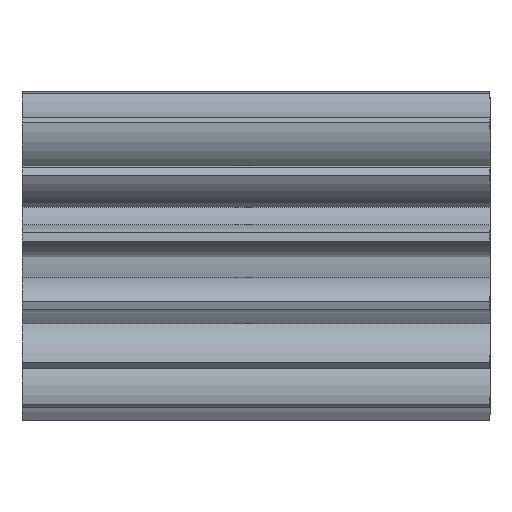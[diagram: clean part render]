
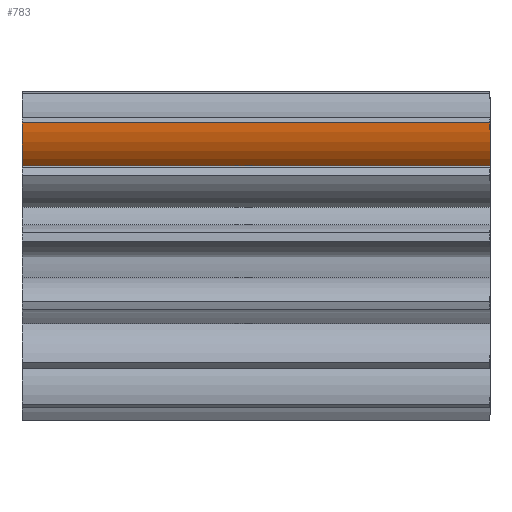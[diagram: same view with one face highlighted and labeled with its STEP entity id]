
A CAD part, top view. The second image highlights one B-rep face of the part: STEP entity #783.
In plain terms, the highlighted cylindrical face has radius 2.381 mm (diameter 4.762 mm), a partial arc.
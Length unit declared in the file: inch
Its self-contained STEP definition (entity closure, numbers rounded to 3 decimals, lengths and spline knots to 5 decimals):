
#15 = EDGE_CURVE ( 'NONE', #752, #3270, #840, .T. ) ;
#70 = CARTESIAN_POINT ( 'NONE',  ( 0.75, 0.21071, 0.16173 ) ) ;
#189 = CARTESIAN_POINT ( 'NONE',  ( 0.75, 0.20948, 0.06799 ) ) ;
#228 = CARTESIAN_POINT ( 'NONE',  ( 0.75, 0.14219, 0.13326 ) ) ;
#414 = VERTEX_POINT ( 'NONE', #3084 ) ;
#752 = VERTEX_POINT ( 'NONE', #1417 ) ;
#783 = ADVANCED_FACE ( 'NONE', ( #2289 ), #3961, .T. ) ;
#840 = CIRCLE ( 'NONE', #3475, 0.09375 ) ;
#905 = LINE ( 'NONE', #2591, #4453 ) ;
#967 = ORIENTED_EDGE ( 'NONE', *, *, #5053, .T. ) ;
#992 = DIRECTION ( 'NONE',  ( 0., 0., 1. ) ) ;
#1150 = EDGE_CURVE ( 'NONE', #4066, #414, #1544, .T. ) ;
#1417 = CARTESIAN_POINT ( 'NONE',  ( 0.75, 0.14219, 0.13326 ) ) ;
#1544 = CIRCLE ( 'NONE', #4447, 0.09375 ) ;
#1600 = ORIENTED_EDGE ( 'NONE', *, *, #3255, .F. ) ;
#1686 = ORIENTED_EDGE ( 'NONE', *, *, #15, .T. ) ;
#1747 = CARTESIAN_POINT ( 'NONE',  ( 0., 0.20948, 0.06799 ) ) ;
#1867 = DIRECTION ( 'NONE',  ( -1., 0., 0. ) ) ;
#1909 = DIRECTION ( 'NONE',  ( 1., 0., 0. ) ) ;
#2289 = FACE_OUTER_BOUND ( 'NONE', #3857, .T. ) ;
#2591 = CARTESIAN_POINT ( 'NONE',  ( -0.3937, 0.21071, 0.16173 ) ) ;
#3079 = CARTESIAN_POINT ( 'NONE',  ( 0.75, 0.20948, 0.06799 ) ) ;
#3084 = CARTESIAN_POINT ( 'NONE',  ( 0., 0.14219, 0.13326 ) ) ;
#3255 = EDGE_CURVE ( 'NONE', #4066, #3270, #905, .T. ) ;
#3270 = VERTEX_POINT ( 'NONE', #70 ) ;
#3427 = DIRECTION ( 'NONE',  ( 1., 0., 0. ) ) ;
#3475 = AXIS2_PLACEMENT_3D ( 'NONE', #3079, #4756, #992 ) ;
#3501 = ORIENTED_EDGE ( 'NONE', *, *, #1150, .T. ) ;
#3547 = DIRECTION ( 'NONE',  ( 0., 0., 1. ) ) ;
#3857 = EDGE_LOOP ( 'NONE', ( #3501, #967, #1686, #1600 ) ) ;
#3961 = CYLINDRICAL_SURFACE ( 'NONE', #4875, 0.09375 ) ;
#4000 = LINE ( 'NONE', #228, #4210 ) ;
#4066 = VERTEX_POINT ( 'NONE', #4423 ) ;
#4210 = VECTOR ( 'NONE', #1909, 39.37008 ) ;
#4253 = DIRECTION ( 'NONE',  ( 1., 0., 0. ) ) ;
#4423 = CARTESIAN_POINT ( 'NONE',  ( 0., 0.21071, 0.16173 ) ) ;
#4447 = AXIS2_PLACEMENT_3D ( 'NONE', #1747, #3427, #5088 ) ;
#4453 = VECTOR ( 'NONE', #4253, 39.37008 ) ;
#4756 = DIRECTION ( 'NONE',  ( -1., 0., 0. ) ) ;
#4875 = AXIS2_PLACEMENT_3D ( 'NONE', #189, #1867, #3547 ) ;
#5053 = EDGE_CURVE ( 'NONE', #414, #752, #4000, .T. ) ;
#5088 = DIRECTION ( 'NONE',  ( 0., 0., 1. ) ) ;
